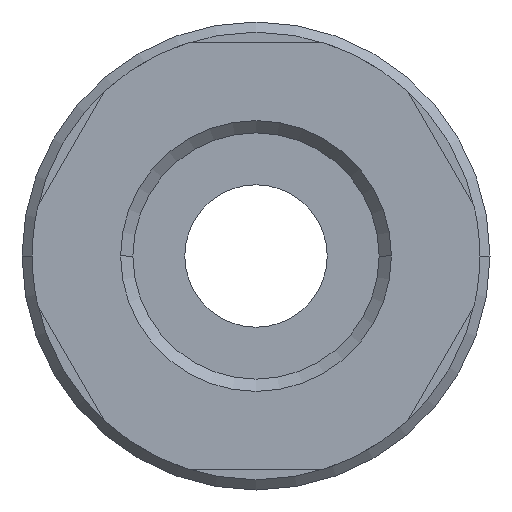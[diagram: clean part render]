
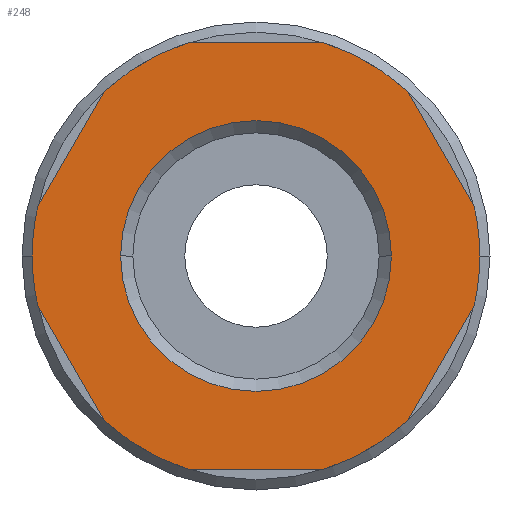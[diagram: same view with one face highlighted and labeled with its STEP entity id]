
A CAD part, front view. The second image highlights one B-rep face of the part: STEP entity #248.
In plain terms, the highlighted planar face has unit normal (0, -1, 0).
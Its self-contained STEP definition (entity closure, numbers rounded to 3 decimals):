
#248=ADVANCED_FACE('',(#504,#505),#506,.T.);
#504=FACE_BOUND('',#759,.T.);
#505=FACE_OUTER_BOUND('',#760,.T.);
#506=PLANE('',#761);
#759=EDGE_LOOP('',(#1381,#1382));
#760=EDGE_LOOP('',(#1383,#1384,#1385,#1386,#1387,#1388,#1389,#1390,#1391,#1392,#1393,#1394,#1395,#1396));
#761=AXIS2_PLACEMENT_3D('',#1397,#1398,#1399);
#1381=ORIENTED_EDGE('',*,*,#1701,.T.);
#1382=ORIENTED_EDGE('',*,*,#1668,.T.);
#1383=ORIENTED_EDGE('',*,*,#1490,.T.);
#1384=ORIENTED_EDGE('',*,*,#1540,.F.);
#1385=ORIENTED_EDGE('',*,*,#1593,.T.);
#1386=ORIENTED_EDGE('',*,*,#1702,.F.);
#1387=ORIENTED_EDGE('',*,*,#1529,.T.);
#1388=ORIENTED_EDGE('',*,*,#1645,.F.);
#1389=ORIENTED_EDGE('',*,*,#1606,.F.);
#1390=ORIENTED_EDGE('',*,*,#1703,.T.);
#1391=ORIENTED_EDGE('',*,*,#1619,.F.);
#1392=ORIENTED_EDGE('',*,*,#1682,.T.);
#1393=ORIENTED_EDGE('',*,*,#1656,.F.);
#1394=ORIENTED_EDGE('',*,*,#1551,.T.);
#1395=ORIENTED_EDGE('',*,*,#1704,.F.);
#1396=ORIENTED_EDGE('',*,*,#1650,.F.);
#1397=CARTESIAN_POINT('',(5.5,0.0,0.0));
#1398=DIRECTION('',(-0.0,-1.0,-0.0));
#1399=DIRECTION('',(-1.0,0.0,0.0));
#1490=EDGE_CURVE('',#1773,#1770,#1774,.T.);
#1529=EDGE_CURVE('',#1839,#1836,#1840,.T.);
#1540=EDGE_CURVE('',#1856,#1770,#1858,.T.);
#1551=EDGE_CURVE('',#1875,#1872,#1876,.T.);
#1593=EDGE_CURVE('',#1856,#1931,#1933,.T.);
#1606=EDGE_CURVE('',#1948,#1946,#1950,.T.);
#1619=EDGE_CURVE('',#1965,#1963,#1967,.T.);
#1645=EDGE_CURVE('',#1946,#1836,#1998,.T.);
#1650=EDGE_CURVE('',#1773,#2002,#2004,.T.);
#1656=EDGE_CURVE('',#1875,#2009,#2011,.T.);
#1668=EDGE_CURVE('',#2021,#2023,#2025,.T.);
#1682=EDGE_CURVE('',#1965,#2009,#2042,.T.);
#1701=EDGE_CURVE('',#2023,#2021,#2061,.T.);
#1702=EDGE_CURVE('',#1839,#1931,#2062,.T.);
#1703=EDGE_CURVE('',#1948,#1963,#2063,.T.);
#1704=EDGE_CURVE('',#2002,#1872,#2064,.T.);
#1770=VERTEX_POINT('',#2180);
#1773=VERTEX_POINT('',#2184);
#1774=LINE('',#2185,#2186);
#1836=VERTEX_POINT('',#2302);
#1839=VERTEX_POINT('',#2306);
#1840=LINE('',#2307,#2308);
#1856=VERTEX_POINT('',#2328);
#1858=CIRCLE('',#2331,11.0);
#1872=VERTEX_POINT('',#2347);
#1875=VERTEX_POINT('',#2351);
#1876=LINE('',#2352,#2353);
#1931=VERTEX_POINT('',#2506);
#1933=LINE('',#2509,#2510);
#1946=VERTEX_POINT('',#2526);
#1948=VERTEX_POINT('',#2529);
#1950=CIRCLE('',#2532,11.0);
#1963=VERTEX_POINT('',#2549);
#1965=VERTEX_POINT('',#2552);
#1967=CIRCLE('',#2555,11.0);
#1998=CIRCLE('',#2628,11.0);
#2002=VERTEX_POINT('',#2632);
#2004=CIRCLE('',#2635,11.0);
#2009=VERTEX_POINT('',#2651);
#2011=CIRCLE('',#2654,11.0);
#2021=VERTEX_POINT('',#2664);
#2023=VERTEX_POINT('',#2667);
#2025=CIRCLE('',#2670,6.655);
#2042=LINE('',#2703,#2704);
#2061=CIRCLE('',#2756,6.655);
#2062=CIRCLE('',#2757,11.0);
#2063=LINE('',#2758,#2759);
#2064=CIRCLE('',#2760,11.0);
#2180=CARTESIAN_POINT('',(-7.454,0.0,-8.089));
#2184=CARTESIAN_POINT('',(-10.733,0.0,-2.411));
#2185=CARTESIAN_POINT('',(-8.406,0.0,-6.441));
#2186=VECTOR('',#2826,1.0);
#2302=CARTESIAN_POINT('',(10.733,0.0,-2.411));
#2306=CARTESIAN_POINT('',(7.454,0.0,-8.089));
#2307=CARTESIAN_POINT('',(9.781,0.0,-4.059));
#2308=VECTOR('',#2886,1.0);
#2328=CARTESIAN_POINT('',(-3.279,0.0,-10.5));
#2331=AXIS2_PLACEMENT_3D('',#2901,#2902,#2903);
#2347=CARTESIAN_POINT('',(-10.733,0.0,2.411));
#2351=CARTESIAN_POINT('',(-7.454,0.0,8.089));
#2352=CARTESIAN_POINT('',(-8.406,0.0,6.441));
#2353=VECTOR('',#2919,1.0);
#2506=CARTESIAN_POINT('',(3.279,0.0,-10.5));
#2509=CARTESIAN_POINT('',(2.75,0.0,-10.5));
#2510=VECTOR('',#2967,1.0);
#2526=CARTESIAN_POINT('',(11.0,0.0,0.));
#2529=CARTESIAN_POINT('',(10.733,0.0,2.411));
#2532=AXIS2_PLACEMENT_3D('',#2982,#2983,#2984);
#2549=CARTESIAN_POINT('',(7.454,0.0,8.089));
#2552=CARTESIAN_POINT('',(3.279,0.0,10.5));
#2555=AXIS2_PLACEMENT_3D('',#2997,#2998,#2999);
#2628=AXIS2_PLACEMENT_3D('',#3021,#3022,#3023);
#2632=CARTESIAN_POINT('',(-11.0,0.0,0.));
#2635=AXIS2_PLACEMENT_3D('',#3028,#3029,#3030);
#2651=CARTESIAN_POINT('',(-3.279,0.0,10.5));
#2654=AXIS2_PLACEMENT_3D('',#3032,#3033,#3034);
#2664=CARTESIAN_POINT('',(6.655,0.0,0.));
#2667=CARTESIAN_POINT('',(-6.655,0.0,0.));
#2670=AXIS2_PLACEMENT_3D('',#3049,#3050,#3051);
#2703=CARTESIAN_POINT('',(2.75,0.0,10.5));
#2704=VECTOR('',#3060,1.0);
#2756=AXIS2_PLACEMENT_3D('',#3070,#3071,#3072);
#2757=AXIS2_PLACEMENT_3D('',#3073,#3074,#3075);
#2758=CARTESIAN_POINT('',(9.781,0.0,4.059));
#2759=VECTOR('',#3076,1.0);
#2760=AXIS2_PLACEMENT_3D('',#3077,#3078,#3079);
#2826=DIRECTION('',(0.5,0.0,-0.866));
#2886=DIRECTION('',(0.5,-0.0,0.866));
#2901=CARTESIAN_POINT('',(0.0,0.0,0.0));
#2902=DIRECTION('',(-0.0,1.0,0.0));
#2903=DIRECTION('',(1.0,0.0,0.0));
#2919=DIRECTION('',(-0.5,0.0,-0.866));
#2967=DIRECTION('',(1.0,-0.0,0.0));
#2982=CARTESIAN_POINT('',(0.0,0.0,0.0));
#2983=DIRECTION('',(-0.0,1.0,0.0));
#2984=DIRECTION('',(1.0,0.0,0.0));
#2997=CARTESIAN_POINT('',(0.0,0.0,0.0));
#2998=DIRECTION('',(-0.0,1.0,0.0));
#2999=DIRECTION('',(1.0,0.0,0.0));
#3021=CARTESIAN_POINT('',(0.0,0.0,0.0));
#3022=DIRECTION('',(-0.0,1.0,0.0));
#3023=DIRECTION('',(1.0,0.0,0.0));
#3028=CARTESIAN_POINT('',(0.0,0.0,0.0));
#3029=DIRECTION('',(-0.0,1.0,0.0));
#3030=DIRECTION('',(1.0,0.0,0.0));
#3032=CARTESIAN_POINT('',(0.0,0.0,0.0));
#3033=DIRECTION('',(-0.0,1.0,0.0));
#3034=DIRECTION('',(1.0,0.0,0.0));
#3049=CARTESIAN_POINT('',(0.0,0.0,0.0));
#3050=DIRECTION('',(-0.0,1.0,0.0));
#3051=DIRECTION('',(1.0,0.0,0.0));
#3060=DIRECTION('',(-1.0,0.0,0.));
#3070=CARTESIAN_POINT('',(0.0,0.0,0.0));
#3071=DIRECTION('',(-0.0,1.0,0.0));
#3072=DIRECTION('',(1.0,0.0,0.0));
#3073=CARTESIAN_POINT('',(0.0,0.0,0.0));
#3074=DIRECTION('',(-0.0,1.0,0.0));
#3075=DIRECTION('',(1.0,0.0,0.0));
#3076=DIRECTION('',(-0.5,0.0,0.866));
#3077=CARTESIAN_POINT('',(0.0,0.0,0.0));
#3078=DIRECTION('',(-0.0,1.0,0.0));
#3079=DIRECTION('',(1.0,0.0,0.0));
